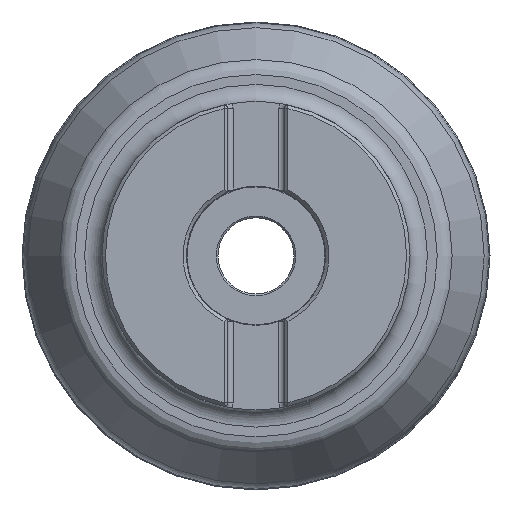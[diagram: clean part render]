
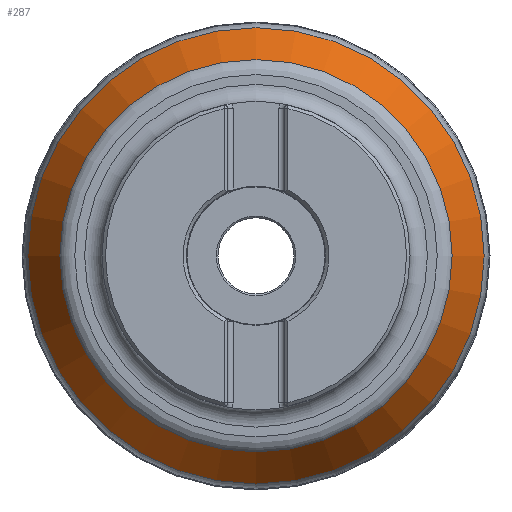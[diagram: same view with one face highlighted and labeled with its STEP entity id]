
A CAD part, top view. The second image highlights one B-rep face of the part: STEP entity #287.
In plain terms, the highlighted conical face has half-angle 30 degrees and reference radius 55.222 mm.
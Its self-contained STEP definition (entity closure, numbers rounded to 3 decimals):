
#77=CONICAL_SURFACE('',#1187,55.222,30.);
#287=ADVANCED_FACE('',(#389,#390),#77,.T.);
#389=FACE_BOUND('',#463,.T.);
#390=FACE_BOUND('',#464,.T.);
#463=EDGE_LOOP('',(#602));
#464=EDGE_LOOP('',(#603));
#602=ORIENTED_EDGE('',*,*,#980,.T.);
#603=ORIENTED_EDGE('',*,*,#981,.T.);
#874=VERTEX_POINT('',#1913);
#875=VERTEX_POINT('',#1915);
#980=EDGE_CURVE('',#874,#874,#1104,.T.);
#981=EDGE_CURVE('',#875,#875,#1105,.T.);
#1104=CIRCLE('',#1185,65.91);
#1105=CIRCLE('',#1186,56.665);
#1185=AXIS2_PLACEMENT_3D('',#1912,#1379,#1380);
#1186=AXIS2_PLACEMENT_3D('',#1914,#1381,#1382);
#1187=AXIS2_PLACEMENT_3D('',#1916,#1383,#1384);
#1379=DIRECTION('',(0.,0.,1.));
#1380=DIRECTION('',(1.,0.,0.));
#1381=DIRECTION('',(0.,0.,-1.));
#1382=DIRECTION('',(1.,0.,0.));
#1383=DIRECTION('',(0.,0.,-1.));
#1384=DIRECTION('',(-1.,0.,0.));
#1912=CARTESIAN_POINT('',(0.,0.,-36.512));
#1913=CARTESIAN_POINT('',(65.91,0.,-36.512));
#1914=CARTESIAN_POINT('',(0.,0.,-20.5));
#1915=CARTESIAN_POINT('',(56.665,0.,-20.5));
#1916=CARTESIAN_POINT('',(0.,0.,-18.));
